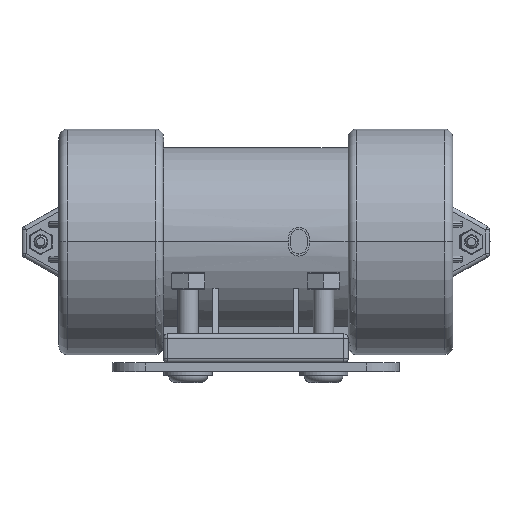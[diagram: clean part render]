
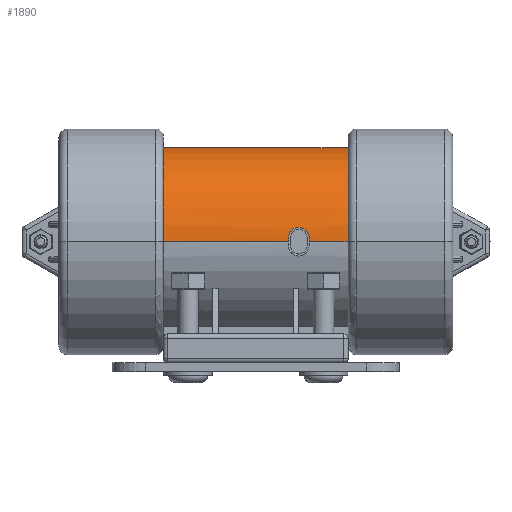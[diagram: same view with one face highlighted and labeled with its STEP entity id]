
A CAD part, top view. The second image highlights one B-rep face of the part: STEP entity #1890.
In plain terms, the highlighted cylindrical face has radius 23 mm (diameter 46 mm), a partial arc.
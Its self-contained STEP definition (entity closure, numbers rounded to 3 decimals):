
#39 = CARTESIAN_POINT ( 'NONE',  ( 9.246, 3.169, 22.781 ) ) ;
#118 = DIRECTION ( 'NONE',  ( 1., 0., 0. ) ) ;
#192 = B_SPLINE_CURVE_WITH_KNOTS ( 'NONE', 3,
 ( #6278, #7534, #2531, #11355, #3777, #12641, #5066, #13908, #6324, #15198, #7597, #39, #8866, #1317, #10142, #2588 ),
 .UNSPECIFIED., .F., .F.,
 ( 4, 2, 2, 2, 2, 2, 2, 4 ),
 ( 0.002, 0.002, 0.003, 0.003, 0.004, 0.004, 0.005, 0.006 ),
 .UNSPECIFIED. ) ;
#342 = CIRCLE ( 'NONE', #15613, 23. ) ;
#434 = VECTOR ( 'NONE', #11688, 1000. ) ;
#490 = ORIENTED_EDGE ( 'NONE', *, *, #15831, .F. ) ;
#953 = DIRECTION ( 'NONE',  ( 1., 0., 0. ) ) ;
#1105 = CARTESIAN_POINT ( 'NONE',  ( 10.5, 3.5, 22.732 ) ) ;
#1142 = CARTESIAN_POINT ( 'NONE',  ( 11.753, 3.169, 22.781 ) ) ;
#1232 = LINE ( 'NONE', #1592, #434 ) ;
#1255 = VERTEX_POINT ( 'NONE', #9487 ) ;
#1317 = CARTESIAN_POINT ( 'NONE',  ( 9.843, 3.434, 22.743 ) ) ;
#1486 = CARTESIAN_POINT ( 'NONE',  ( 13., 1., 22.978 ) ) ;
#1592 = CARTESIAN_POINT ( 'NONE',  ( -22., 0., 23. ) ) ;
#1694 = B_SPLINE_CURVE_WITH_KNOTS ( 'NONE', 3,
 ( #7370, #3609, #15028, #7430, #16309, #8692, #1142, #9978, #2417, #11234, #3669, #12532, #4945, #13798 ),
 .UNSPECIFIED., .F., .F.,
 ( 4, 2, 2, 2, 2, 2, 4 ),
 ( 0., 0., 0.001, 0.001, 0.002, 0.003, 0.004 ),
 .UNSPECIFIED. ) ;
#1890 = ADVANCED_FACE ( 'NONE', ( #8498 ), #4357, .T. ) ;
#1976 = ORIENTED_EDGE ( 'NONE', *, *, #5283, .F. ) ;
#2280 = AXIS2_PLACEMENT_3D ( 'NONE', #6793, #15659, #8053 ) ;
#2417 = CARTESIAN_POINT ( 'NONE',  ( 12.153, 2.883, 22.819 ) ) ;
#2437 = DIRECTION ( 'NONE',  ( 0., 0., -1. ) ) ;
#2531 = CARTESIAN_POINT ( 'NONE',  ( 8.016, 1.329, 22.962 ) ) ;
#2588 = CARTESIAN_POINT ( 'NONE',  ( 10.5, 3.5, 22.732 ) ) ;
#2668 = CARTESIAN_POINT ( 'NONE',  ( -22., 0., -23. ) ) ;
#2712 = VERTEX_POINT ( 'NONE', #1105 ) ;
#3089 = ORIENTED_EDGE ( 'NONE', *, *, #4666, .T. ) ;
#3323 = ORIENTED_EDGE ( 'NONE', *, *, #9823, .T. ) ;
#3480 = EDGE_CURVE ( 'NONE', #9960, #16314, #11814, .T. ) ;
#3609 = CARTESIAN_POINT ( 'NONE',  ( 10.665, 3.5, 22.732 ) ) ;
#3669 = CARTESIAN_POINT ( 'NONE',  ( 12.684, 2.259, 22.891 ) ) ;
#3777 = CARTESIAN_POINT ( 'NONE',  ( 8.128, 1.806, 22.929 ) ) ;
#4357 = CYLINDRICAL_SURFACE ( 'NONE', #15573, 23. ) ;
#4666 = EDGE_CURVE ( 'NONE', #11558, #1255, #1232, .T. ) ;
#4945 = CARTESIAN_POINT ( 'NONE',  ( 13., 1.331, 22.964 ) ) ;
#5066 = CARTESIAN_POINT ( 'NONE',  ( 8.33, 2.253, 22.89 ) ) ;
#5147 = VERTEX_POINT ( 'NONE', #15056 ) ;
#5226 = DIRECTION ( 'NONE',  ( 1., 0., 0. ) ) ;
#5283 = EDGE_CURVE ( 'NONE', #5147, #5756, #6341, .T. ) ;
#5435 = CARTESIAN_POINT ( 'NONE',  ( -22.5, 0., 0. ) ) ;
#5542 = ORIENTED_EDGE ( 'NONE', *, *, #10994, .F. ) ;
#5721 = AXIS2_PLACEMENT_3D ( 'NONE', #14275, #10004, #2437 ) ;
#5756 = VERTEX_POINT ( 'NONE', #6138 ) ;
#5815 = EDGE_LOOP ( 'NONE', ( #5542, #3089, #490, #7764, #3323, #7436, #5826, #15674, #1976 ) ) ;
#5826 = ORIENTED_EDGE ( 'NONE', *, *, #10291, .T. ) ;
#6138 = CARTESIAN_POINT ( 'NONE',  ( 22.5, 0., -23. ) ) ;
#6278 = CARTESIAN_POINT ( 'NONE',  ( 8., 1., 22.978 ) ) ;
#6324 = CARTESIAN_POINT ( 'NONE',  ( 8.617, 2.652, 22.847 ) ) ;
#6341 = LINE ( 'NONE', #2668, #11886 ) ;
#6375 = CIRCLE ( 'NONE', #2280, 23. ) ;
#6481 = EDGE_CURVE ( 'NONE', #12113, #5756, #11228, .T. ) ;
#6700 = DIRECTION ( 'NONE',  ( 0., 0., -1. ) ) ;
#6735 = CARTESIAN_POINT ( 'NONE',  ( -22.5, 0., 23. ) ) ;
#6756 = CARTESIAN_POINT ( 'NONE',  ( 22.5, 0., 0. ) ) ;
#6793 = CARTESIAN_POINT ( 'NONE',  ( 8., 0., 0. ) ) ;
#7370 = CARTESIAN_POINT ( 'NONE',  ( 10.5, 3.5, 22.732 ) ) ;
#7430 = CARTESIAN_POINT ( 'NONE',  ( 11.148, 3.42, 22.744 ) ) ;
#7436 = ORIENTED_EDGE ( 'NONE', *, *, #3480, .F. ) ;
#7534 = CARTESIAN_POINT ( 'NONE',  ( 8., 1.165, 22.971 ) ) ;
#7597 = CARTESIAN_POINT ( 'NONE',  ( 8.973, 2.986, 22.805 ) ) ;
#7715 = LINE ( 'NONE', #8514, #14456 ) ;
#7764 = ORIENTED_EDGE ( 'NONE', *, *, #16201, .T. ) ;
#8019 = DIRECTION ( 'NONE',  ( 0., 0., 1. ) ) ;
#8053 = DIRECTION ( 'NONE',  ( 0., 0., 1. ) ) ;
#8498 = FACE_OUTER_BOUND ( 'NONE', #5815, .T. ) ;
#8514 = CARTESIAN_POINT ( 'NONE',  ( -22., 0., 23. ) ) ;
#8692 = CARTESIAN_POINT ( 'NONE',  ( 11.61, 3.246, 22.77 ) ) ;
#8866 = CARTESIAN_POINT ( 'NONE',  ( 9.392, 3.247, 22.77 ) ) ;
#9036 = CARTESIAN_POINT ( 'NONE',  ( -22., 0., 0. ) ) ;
#9346 = CARTESIAN_POINT ( 'NONE',  ( 22.5, 0., 23. ) ) ;
#9487 = CARTESIAN_POINT ( 'NONE',  ( 8., 0., 23. ) ) ;
#9823 = EDGE_CURVE ( 'NONE', #2712, #16314, #1694, .T. ) ;
#9960 = VERTEX_POINT ( 'NONE', #15304 ) ;
#9978 = CARTESIAN_POINT ( 'NONE',  ( 12.025, 2.988, 22.805 ) ) ;
#10004 = DIRECTION ( 'NONE',  ( -1., 0., 0. ) ) ;
#10142 = CARTESIAN_POINT ( 'NONE',  ( 10.173, 3.5, 22.732 ) ) ;
#10291 = EDGE_CURVE ( 'NONE', #9960, #12113, #7715, .T. ) ;
#10335 = VERTEX_POINT ( 'NONE', #16237 ) ;
#10994 = EDGE_CURVE ( 'NONE', #11558, #5147, #342, .T. ) ;
#11228 = CIRCLE ( 'NONE', #11316, 23. ) ;
#11234 = CARTESIAN_POINT ( 'NONE',  ( 12.498, 2.537, 22.861 ) ) ;
#11316 = AXIS2_PLACEMENT_3D ( 'NONE', #6756, #15624, #8019 ) ;
#11355 = CARTESIAN_POINT ( 'NONE',  ( 8.08, 1.648, 22.941 ) ) ;
#11558 = VERTEX_POINT ( 'NONE', #6735 ) ;
#11688 = DIRECTION ( 'NONE',  ( 1., 0., 0. ) ) ;
#11814 = CIRCLE ( 'NONE', #5721, 23. ) ;
#11886 = VECTOR ( 'NONE', #118, 1000. ) ;
#12113 = VERTEX_POINT ( 'NONE', #9346 ) ;
#12532 = CARTESIAN_POINT ( 'NONE',  ( 12.933, 1.659, 22.942 ) ) ;
#12641 = CARTESIAN_POINT ( 'NONE',  ( 8.254, 2.109, 22.904 ) ) ;
#13798 = CARTESIAN_POINT ( 'NONE',  ( 13., 1., 22.978 ) ) ;
#13908 = CARTESIAN_POINT ( 'NONE',  ( 8.511, 2.524, 22.862 ) ) ;
#14275 = CARTESIAN_POINT ( 'NONE',  ( 13., 0., 0. ) ) ;
#14290 = DIRECTION ( 'NONE',  ( -1., 0., 0. ) ) ;
#14456 = VECTOR ( 'NONE', #953, 1000. ) ;
#15028 = CARTESIAN_POINT ( 'NONE',  ( 10.828, 3.484, 22.735 ) ) ;
#15056 = CARTESIAN_POINT ( 'NONE',  ( -22.5, 0., -23. ) ) ;
#15198 = CARTESIAN_POINT ( 'NONE',  ( 8.847, 2.883, 22.819 ) ) ;
#15304 = CARTESIAN_POINT ( 'NONE',  ( 13., 0., 23. ) ) ;
#15356 = DIRECTION ( 'NONE',  ( 0., 0., -1. ) ) ;
#15573 = AXIS2_PLACEMENT_3D ( 'NONE', #9036, #5226, #15356 ) ;
#15613 = AXIS2_PLACEMENT_3D ( 'NONE', #5435, #14290, #6700 ) ;
#15624 = DIRECTION ( 'NONE',  ( -1., 0., 0. ) ) ;
#15659 = DIRECTION ( 'NONE',  ( 1., 0., 0. ) ) ;
#15674 = ORIENTED_EDGE ( 'NONE', *, *, #6481, .T. ) ;
#15831 = EDGE_CURVE ( 'NONE', #10335, #1255, #6375, .T. ) ;
#16201 = EDGE_CURVE ( 'NONE', #10335, #2712, #192, .T. ) ;
#16237 = CARTESIAN_POINT ( 'NONE',  ( 8., 1., 22.978 ) ) ;
#16309 = CARTESIAN_POINT ( 'NONE',  ( 11.307, 3.372, 22.752 ) ) ;
#16314 = VERTEX_POINT ( 'NONE', #1486 ) ;
